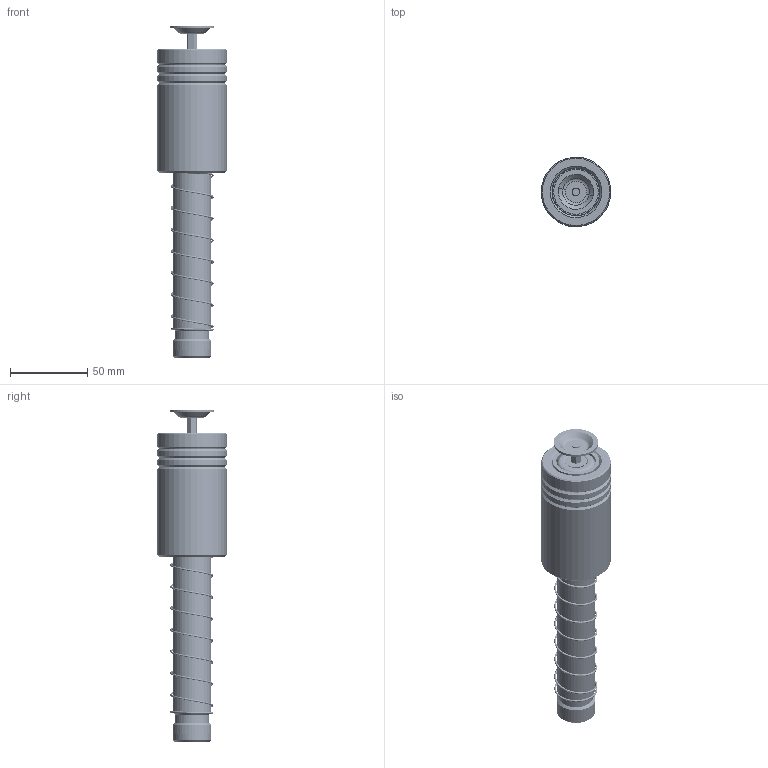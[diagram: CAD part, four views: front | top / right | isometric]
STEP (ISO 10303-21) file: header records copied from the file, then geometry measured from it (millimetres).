
FILE_DESCRIPTION (( 'STEP AP214' ), '1' );
FILE_NAME ('EMJH EMSH-D25-L200 (BL-80).STEP', '2021-09-20T03:13:16', ( '' ), ( '' ), 'SwSTEP 2.0', 'SolidWorks 2016', '' );
FILE_SCHEMA (( 'AUTOMOTIVE_DESIGN' ));
Length unit declared in the file: millimetre
Products named in the file (371): BALL-D3; GTM-29; BSH-D30.5-25.5-L75郪蚾; GTM-29郪蚾; TBB-D45-d31-L80; HWP-D27.5-d25.5-L100; BSH-30.5-25.5-L75; MGM-D25-L200; GTM-3-縐种; GTM-M12蹟簽; EMJH EMSH-D25-L200 (BL-80)
Assembly tree (364 placements, depth 3):
  BALL-D3
  BALL-D3
  BALL-D3
  BALL-D3
  BALL-D3
Bounding box: 44.97 x 44.99 x 215 mm (x, y, z)
Volume: 177931.2 mm3; surface area: 75227.1 mm2
Topology: 357 solids, 357 shells, 1569 faces, 6796 edges, 4521 vertices
Faces by surface type: sphere 1400, cylinder 50, plane 41, cone 34, torus 22, bspline 22
Entity records: 68372 total; most frequent: CARTESIAN_POINT 38988, ORIENTED_EDGE 5170, DIRECTION 4340, EDGE_CURVE 2585, AXIS2_PLACEMENT_3D 2080, VERTEX_POINT 1701, EDGE_LOOP 1550, B_SPLINE_CURVE_WITH_KNOTS 1528
